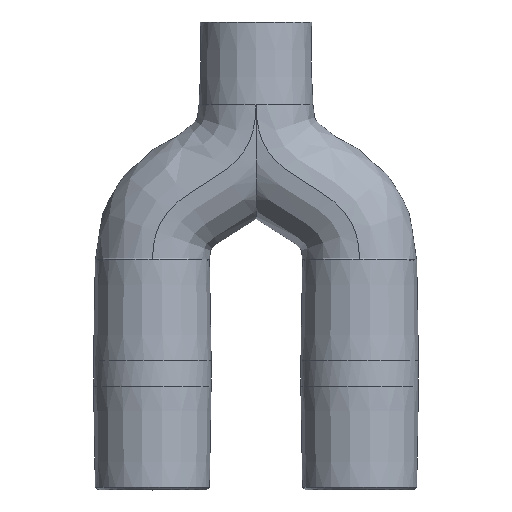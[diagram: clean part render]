
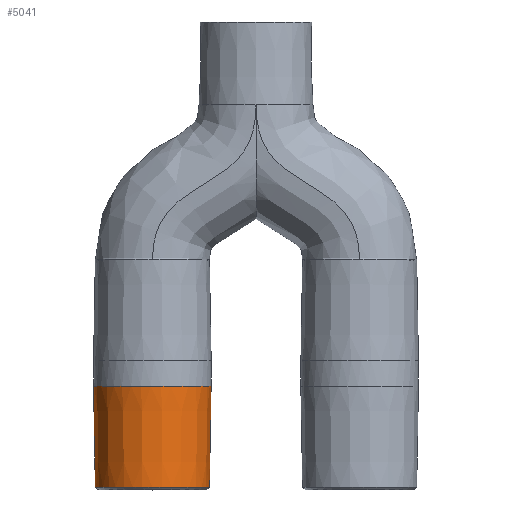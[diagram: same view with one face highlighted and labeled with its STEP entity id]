
A CAD part, top view. The second image highlights one B-rep face of the part: STEP entity #5041.
In plain terms, the highlighted conical face has half-angle 1 degrees and reference radius 11.349 mm.
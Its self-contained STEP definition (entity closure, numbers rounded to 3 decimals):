
#36=ELLIPSE('',#5431,21.381,11.327);
#37=ELLIPSE('',#5432,21.381,11.327);
#193=CONICAL_SURFACE('',#5426,11.349,0.017);
#458=LINE('',#7905,#854);
#854=VECTOR('',#6100,11.349);
#1308=FACE_OUTER_BOUND('',#1615,.T.);
#1615=EDGE_LOOP('',(#3626,#3627,#3628,#3629,#3630,#3631,#3632,#3633));
#1981=CIRCLE('',#5427,11.349);
#1982=CIRCLE('',#5428,11.009);
#1983=CIRCLE('',#5429,11.009);
#1984=CIRCLE('',#5430,11.349);
#2262=VERTEX_POINT('',#7901);
#2263=VERTEX_POINT('',#7902);
#2264=VERTEX_POINT('',#7904);
#2265=VERTEX_POINT('',#7906);
#2266=VERTEX_POINT('',#7909);
#2267=VERTEX_POINT('',#7911);
#2798=EDGE_CURVE('',#2262,#2263,#1981,.T.);
#2799=EDGE_CURVE('',#2263,#2264,#458,.T.);
#2800=EDGE_CURVE('',#2264,#2265,#1982,.T.);
#2801=EDGE_CURVE('',#2265,#2264,#1983,.T.);
#2802=EDGE_CURVE('',#2263,#2266,#1984,.T.);
#2803=EDGE_CURVE('',#2266,#2267,#36,.T.);
#2804=EDGE_CURVE('',#2267,#2262,#37,.T.);
#3626=ORIENTED_EDGE('',*,*,#2798,.T.);
#3627=ORIENTED_EDGE('',*,*,#2799,.T.);
#3628=ORIENTED_EDGE('',*,*,#2800,.T.);
#3629=ORIENTED_EDGE('',*,*,#2801,.T.);
#3630=ORIENTED_EDGE('',*,*,#2799,.F.);
#3631=ORIENTED_EDGE('',*,*,#2802,.T.);
#3632=ORIENTED_EDGE('',*,*,#2803,.T.);
#3633=ORIENTED_EDGE('',*,*,#2804,.T.);
#5041=ADVANCED_FACE('',(#1308),#193,.T.);
#5426=AXIS2_PLACEMENT_3D('',#7900,#6096,#6097);
#5427=AXIS2_PLACEMENT_3D('',#7903,#6098,#6099);
#5428=AXIS2_PLACEMENT_3D('',#7907,#6101,#6102);
#5429=AXIS2_PLACEMENT_3D('',#7908,#6103,#6104);
#5430=AXIS2_PLACEMENT_3D('',#7910,#6105,#6106);
#5431=AXIS2_PLACEMENT_3D('',#7912,#6107,#6108);
#5432=AXIS2_PLACEMENT_3D('',#7913,#6109,#6110);
#6096=DIRECTION('center_axis',(0.,0.,-1.));
#6097=DIRECTION('ref_axis',(-1.,0.,0.));
#6098=DIRECTION('center_axis',(0.,0.,1.));
#6099=DIRECTION('ref_axis',(1.,0.,0.));
#6100=DIRECTION('',(-0.017,0.,1.));
#6101=DIRECTION('center_axis',(0.,0.,-1.));
#6102=DIRECTION('ref_axis',(-1.,0.,0.));
#6103=DIRECTION('center_axis',(0.,0.,-1.));
#6104=DIRECTION('ref_axis',(-1.,0.,0.));
#6105=DIRECTION('center_axis',(0.,0.,1.));
#6106=DIRECTION('ref_axis',(1.,0.,0.));
#6107=DIRECTION('center_axis',(0.848,0.,0.53));
#6108=DIRECTION('ref_axis',(0.53,0.,-0.848));
#6109=DIRECTION('center_axis',(-0.848,0.,0.53));
#6110=DIRECTION('ref_axis',(-0.53,0.,-0.848));
#7900=CARTESIAN_POINT('Origin',(0.,0.,2.5));
#7901=CARTESIAN_POINT('',(-0.938,11.31,2.5));
#7902=CARTESIAN_POINT('',(11.349,0.,2.5));
#7903=CARTESIAN_POINT('Origin',(0.,0.,2.5));
#7904=CARTESIAN_POINT('',(11.009,0.,22.));
#7905=CARTESIAN_POINT('',(11.349,0.,2.5));
#7906=CARTESIAN_POINT('',(-11.009,0.,22.));
#7907=CARTESIAN_POINT('Origin',(0.,0.,22.));
#7908=CARTESIAN_POINT('Origin',(0.,0.,22.));
#7909=CARTESIAN_POINT('',(0.937,11.31,2.5));
#7910=CARTESIAN_POINT('Origin',(0.,0.,2.5));
#7911=CARTESIAN_POINT('',(0.,11.323,4.));
#7912=CARTESIAN_POINT('Origin',(0.316,0.,3.494));
#7913=CARTESIAN_POINT('Origin',(-0.316,0.,3.494));
